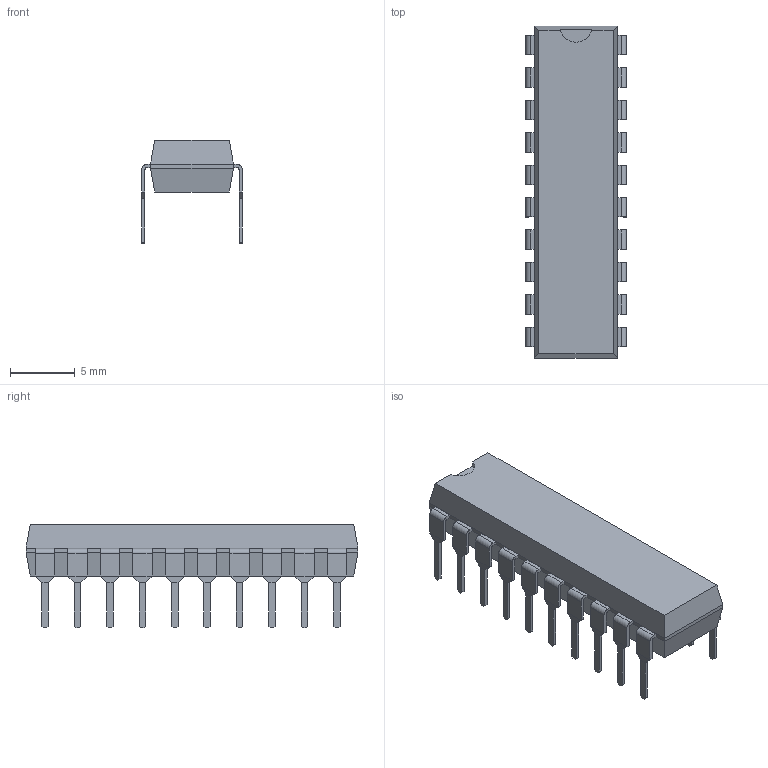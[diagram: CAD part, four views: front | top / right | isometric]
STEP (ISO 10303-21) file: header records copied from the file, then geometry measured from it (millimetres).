
FILE_DESCRIPTION( ( '' ), ' ' );
FILE_NAME( '5a73c438674e2a0eee101113.step', '2018-02-02T01:51:53', ( '' ), ( '' ), ' ', ' ', ' ' );
FILE_SCHEMA( ( 'AUTOMOTIVE_DESIGN { 1 0 10303 214 1 1 1 1 }' ) );
Length unit declared in the file: metre
Products named in the file (1): Open CASCADE STEP translator 6.8 1
Bounding box: 7.76 x 25.6 x 8 mm (x, y, z)
Volume: 645.9 mm3; surface area: 838.9 mm2
Topology: 1 solids, 1 shells, 396 faces, 954 edges, 580 vertices
Faces by surface type: plane 355, cylinder 41
Entity records: 19092 total; most frequent: CARTESIAN_POINT 1931, ORIENTED_EDGE 1908, DIRECTION 1832, STYLED_ITEM 1350, PRESENTATION_STYLE_ASSIGNMENT 1350, COLOUR_RGB 1350, EDGE_CURVE 954, CURVE_STYLE 954
